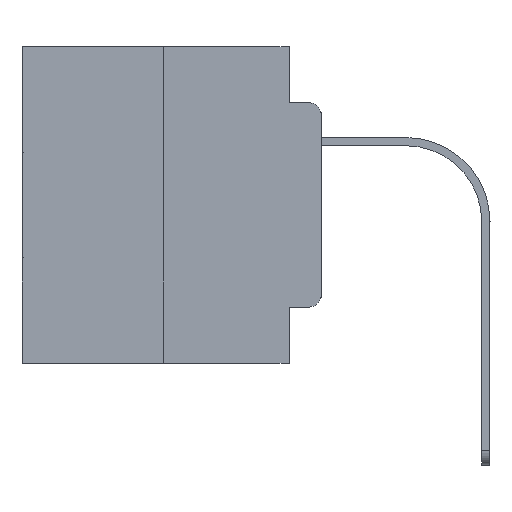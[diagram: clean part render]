
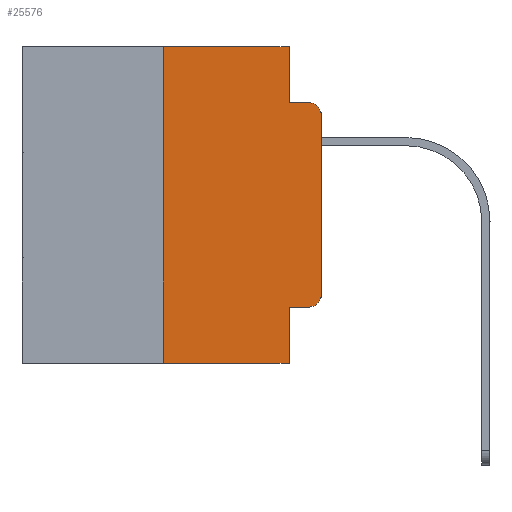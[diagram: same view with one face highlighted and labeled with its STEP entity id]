
A CAD part, left-side view. The second image highlights one B-rep face of the part: STEP entity #25576.
In plain terms, the highlighted planar face has unit normal (-1, 0, 0).
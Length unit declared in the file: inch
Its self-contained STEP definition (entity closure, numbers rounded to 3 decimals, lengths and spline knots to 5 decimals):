
#87 = DIRECTION ( 'NONE',  ( 0., 0., -1. ) ) ;
#226 = DIRECTION ( 'NONE',  ( -1., 0., 0. ) ) ;
#721 = DIRECTION ( 'NONE',  ( 0., -1., 0. ) ) ;
#846 = VERTEX_POINT ( 'NONE', #12463 ) ;
#1243 = CARTESIAN_POINT ( 'NONE',  ( 0., 0.051, 0. ) ) ;
#1564 = ORIENTED_EDGE ( 'NONE', *, *, #22604, .F. ) ;
#1674 = VERTEX_POINT ( 'NONE', #1243 ) ;
#1907 = CARTESIAN_POINT ( 'NONE',  ( 0., 0.02, -0.4115 ) ) ;
#2015 = CARTESIAN_POINT ( 'NONE',  ( 0., 0., 0. ) ) ;
#2040 = CARTESIAN_POINT ( 'NONE',  ( 0., 0.051, -0.4115 ) ) ;
#3056 = CARTESIAN_POINT ( 'NONE',  ( 0., 0.473, 0. ) ) ;
#3499 = LINE ( 'NONE', #26964, #23432 ) ;
#3851 = DIRECTION ( 'NONE',  ( 0., 0., 1. ) ) ;
#4076 = CARTESIAN_POINT ( 'NONE',  ( 0., 0.02, -0.3915 ) ) ;
#4096 = CARTESIAN_POINT ( 'NONE',  ( 0., 0.051, -0.0885 ) ) ;
#4350 = DIRECTION ( 'NONE',  ( -1., 0., 0. ) ) ;
#4927 = VERTEX_POINT ( 'NONE', #15457 ) ;
#5175 = PLANE ( 'NONE',  #8585 ) ;
#5565 = VECTOR ( 'NONE', #3851, 39.37008 ) ;
#5807 = LINE ( 'NONE', #20565, #10366 ) ;
#5878 = EDGE_LOOP ( 'NONE', ( #15588, #23948, #13321, #25853, #27216, #11521, #17068, #1564, #14560, #26076 ) ) ;
#6036 = DIRECTION ( 'NONE',  ( 0., 0., -1. ) ) ;
#6221 = VERTEX_POINT ( 'NONE', #23662 ) ;
#6465 = VERTEX_POINT ( 'NONE', #8352 ) ;
#6509 = CARTESIAN_POINT ( 'NONE',  ( 0., 0.25, 0. ) ) ;
#7034 = EDGE_CURVE ( 'NONE', #12769, #1674, #25947, .T. ) ;
#7262 = VERTEX_POINT ( 'NONE', #1907 ) ;
#7474 = LINE ( 'NONE', #24590, #8264 ) ;
#7795 = EDGE_CURVE ( 'NONE', #846, #11453, #27167, .T. ) ;
#8200 = DIRECTION ( 'NONE',  ( 0., -1., 0. ) ) ;
#8264 = VECTOR ( 'NONE', #721, 39.37008 ) ;
#8352 = CARTESIAN_POINT ( 'NONE',  ( 0., 0.25, -0.5 ) ) ;
#8523 = CARTESIAN_POINT ( 'NONE',  ( 0., 0.02, -0.1085 ) ) ;
#8585 = AXIS2_PLACEMENT_3D ( 'NONE', #3056, #25394, #22996 ) ;
#9119 = DIRECTION ( 'NONE',  ( 0., 0., -1. ) ) ;
#10366 = VECTOR ( 'NONE', #8200, 39.37008 ) ;
#10705 = DIRECTION ( 'NONE',  ( 0., -1., 0. ) ) ;
#10946 = CARTESIAN_POINT ( 'NONE',  ( 0., 0.473, 0. ) ) ;
#11016 = CARTESIAN_POINT ( 'NONE',  ( 0., 0.02, -0.0885 ) ) ;
#11453 = VERTEX_POINT ( 'NONE', #11716 ) ;
#11521 = ORIENTED_EDGE ( 'NONE', *, *, #16043, .F. ) ;
#11716 = CARTESIAN_POINT ( 'NONE',  ( 0., 0., -0.1085 ) ) ;
#11733 = EDGE_CURVE ( 'NONE', #1674, #4927, #15709, .T. ) ;
#12463 = CARTESIAN_POINT ( 'NONE',  ( 0., 0., -0.3915 ) ) ;
#12769 = VERTEX_POINT ( 'NONE', #6509 ) ;
#13122 = CIRCLE ( 'NONE', #15816, 0.02 ) ;
#13171 = VECTOR ( 'NONE', #19503, 39.37008 ) ;
#13223 = EDGE_CURVE ( 'NONE', #7262, #846, #22452, .T. ) ;
#13321 = ORIENTED_EDGE ( 'NONE', *, *, #27035, .F. ) ;
#13474 = CARTESIAN_POINT ( 'NONE',  ( 0., 0.051, 0. ) ) ;
#14084 = VERTEX_POINT ( 'NONE', #11016 ) ;
#14470 = VECTOR ( 'NONE', #20777, 39.37008 ) ;
#14560 = ORIENTED_EDGE ( 'NONE', *, *, #21098, .T. ) ;
#14911 = DIRECTION ( 'NONE',  ( 0., 0., -1. ) ) ;
#15457 = CARTESIAN_POINT ( 'NONE',  ( 0., 0.051, -0.0885 ) ) ;
#15588 = ORIENTED_EDGE ( 'NONE', *, *, #7795, .T. ) ;
#15709 = LINE ( 'NONE', #13474, #22252 ) ;
#15816 = AXIS2_PLACEMENT_3D ( 'NONE', #8523, #226, #87 ) ;
#16043 = EDGE_CURVE ( 'NONE', #6465, #12769, #22874, .T. ) ;
#16550 = EDGE_CURVE ( 'NONE', #11453, #14084, #13122, .T. ) ;
#16732 = VECTOR ( 'NONE', #10705, 39.37008 ) ;
#17068 = ORIENTED_EDGE ( 'NONE', *, *, #18295, .T. ) ;
#18295 = EDGE_CURVE ( 'NONE', #6465, #6221, #7474, .T. ) ;
#19421 = VERTEX_POINT ( 'NONE', #2040 ) ;
#19503 = DIRECTION ( 'NONE',  ( 0., -1., 0. ) ) ;
#20565 = CARTESIAN_POINT ( 'NONE',  ( 0., 0.051, -0.4115 ) ) ;
#20777 = DIRECTION ( 'NONE',  ( 0., 0., 1. ) ) ;
#21098 = EDGE_CURVE ( 'NONE', #19421, #7262, #5807, .T. ) ;
#22252 = VECTOR ( 'NONE', #9119, 39.37008 ) ;
#22452 = CIRCLE ( 'NONE', #23797, 0.02 ) ;
#22604 = EDGE_CURVE ( 'NONE', #19421, #6221, #3499, .T. ) ;
#22874 = LINE ( 'NONE', #26967, #14470 ) ;
#22996 = DIRECTION ( 'NONE',  ( 0., 0., -1. ) ) ;
#23334 = LINE ( 'NONE', #4096, #16732 ) ;
#23432 = VECTOR ( 'NONE', #6036, 39.37008 ) ;
#23662 = CARTESIAN_POINT ( 'NONE',  ( 0., 0.051, -0.5 ) ) ;
#23797 = AXIS2_PLACEMENT_3D ( 'NONE', #4076, #4350, #14911 ) ;
#23948 = ORIENTED_EDGE ( 'NONE', *, *, #16550, .T. ) ;
#24412 = FACE_OUTER_BOUND ( 'NONE', #5878, .T. ) ;
#24590 = CARTESIAN_POINT ( 'NONE',  ( 0., 0.473, -0.5 ) ) ;
#25394 = DIRECTION ( 'NONE',  ( 1., 0., 0. ) ) ;
#25576 = ADVANCED_FACE ( 'NONE', ( #24412 ), #5175, .F. ) ;
#25853 = ORIENTED_EDGE ( 'NONE', *, *, #11733, .F. ) ;
#25947 = LINE ( 'NONE', #10946, #13171 ) ;
#26076 = ORIENTED_EDGE ( 'NONE', *, *, #13223, .T. ) ;
#26964 = CARTESIAN_POINT ( 'NONE',  ( 0., 0.051, 0. ) ) ;
#26967 = CARTESIAN_POINT ( 'NONE',  ( 0., 0.25, 0. ) ) ;
#27035 = EDGE_CURVE ( 'NONE', #4927, #14084, #23334, .T. ) ;
#27167 = LINE ( 'NONE', #2015, #5565 ) ;
#27216 = ORIENTED_EDGE ( 'NONE', *, *, #7034, .F. ) ;
